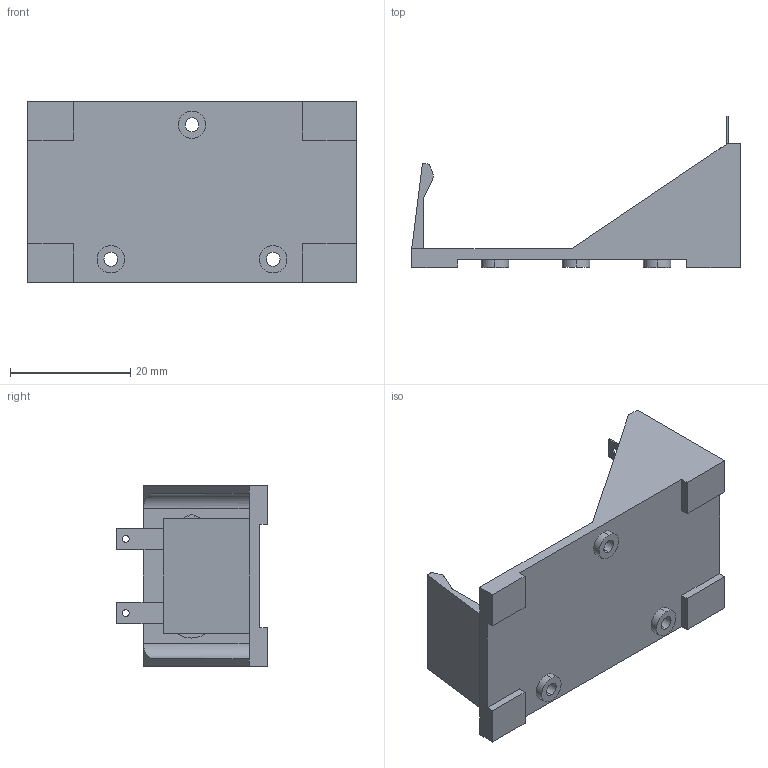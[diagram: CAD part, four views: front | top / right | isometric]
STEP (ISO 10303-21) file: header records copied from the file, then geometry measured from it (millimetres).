
FILE_DESCRIPTION (( 'STEP AP214' ), '1' );
FILE_NAME ('BH9VL.STEP', '2019-12-08T03:15:22', ( '' ), ( '' ), 'SwSTEP 2.0', 'SolidWorks 2017', '' );
FILE_SCHEMA (( 'AUTOMOTIVE_DESIGN' ));
Length unit declared in the file: inch
Products named in the file (1): BH9VL
Bounding box: 54.61 x 25.07 x 29.97 mm (x, y, z)
Volume: 5356.2 mm3; surface area: 7148.4 mm2
Topology: 3 solids, 3 shells, 220 faces, 560 edges, 366 vertices
Faces by surface type: plane 138, cylinder 78, cone 4
Entity records: 6758 total; most frequent: CARTESIAN_POINT 1195, DIRECTION 1156, ORIENTED_EDGE 1120, EDGE_CURVE 560, LINE 390, VECTOR 390, AXIS2_PLACEMENT_3D 383, VERTEX_POINT 366
